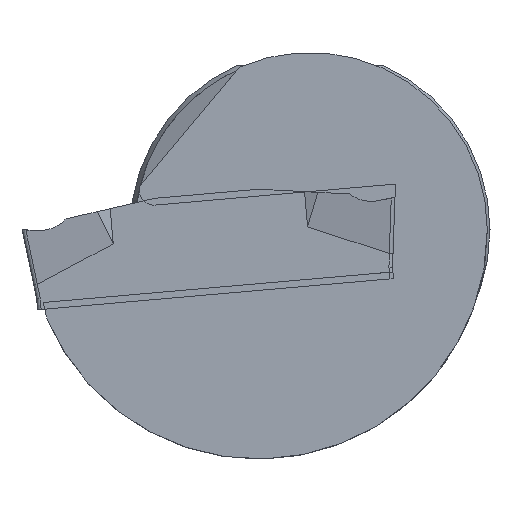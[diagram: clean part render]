
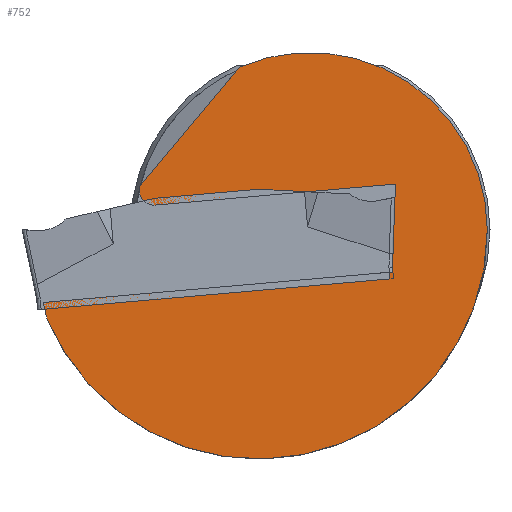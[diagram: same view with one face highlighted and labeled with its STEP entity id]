
A CAD part, left-side view. The second image highlights one B-rep face of the part: STEP entity #752.
In plain terms, the highlighted planar face has unit normal (-1, 0, 0).
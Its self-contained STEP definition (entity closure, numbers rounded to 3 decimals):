
#468=PLANE('',#1521);
#556=LINE('',#2048,#652);
#559=LINE('',#2054,#655);
#561=LINE('',#2058,#657);
#562=LINE('',#2062,#658);
#563=LINE('',#2064,#659);
#652=VECTOR('',#1668,1.);
#655=VECTOR('',#1673,1.);
#657=VECTOR('',#1677,1.);
#658=VECTOR('',#1680,1.);
#659=VECTOR('',#1681,1.);
#752=ADVANCED_FACE('',(#810),#468,.T.);
#810=FACE_OUTER_BOUND('',#870,.T.);
#870=EDGE_LOOP('',(#1012,#1013,#1014,#1015,#1016,#1017,#1018,#1019));
#922=CIRCLE('',#1514,12.731);
#923=CIRCLE('',#1516,9.85);
#924=CIRCLE('',#1520,0.8);
#1012=ORIENTED_EDGE('',*,*,#1371,.T.);
#1013=ORIENTED_EDGE('',*,*,#1369,.T.);
#1014=ORIENTED_EDGE('',*,*,#1362,.T.);
#1015=ORIENTED_EDGE('',*,*,#1365,.T.);
#1016=ORIENTED_EDGE('',*,*,#1366,.T.);
#1017=ORIENTED_EDGE('',*,*,#1372,.T.);
#1018=ORIENTED_EDGE('',*,*,#1373,.T.);
#1019=ORIENTED_EDGE('',*,*,#1374,.T.);
#1253=VERTEX_POINT('',#2039);
#1254=VERTEX_POINT('',#2041);
#1255=VERTEX_POINT('',#2045);
#1256=VERTEX_POINT('',#2049);
#1258=VERTEX_POINT('',#2055);
#1259=VERTEX_POINT('',#2059);
#1260=VERTEX_POINT('',#2061);
#1261=VERTEX_POINT('',#2063);
#1362=EDGE_CURVE('',#1254,#1253,#922,.T.);
#1365=EDGE_CURVE('',#1253,#1255,#923,.T.);
#1366=EDGE_CURVE('',#1255,#1256,#556,.T.);
#1369=EDGE_CURVE('',#1258,#1254,#559,.T.);
#1371=EDGE_CURVE('',#1259,#1258,#561,.T.);
#1372=EDGE_CURVE('',#1256,#1260,#924,.T.);
#1373=EDGE_CURVE('',#1260,#1261,#562,.T.);
#1374=EDGE_CURVE('',#1261,#1259,#563,.T.);
#1514=AXIS2_PLACEMENT_3D('',#2040,#1658,#1659);
#1516=AXIS2_PLACEMENT_3D('',#2046,#1664,#1665);
#1520=AXIS2_PLACEMENT_3D('',#2060,#1678,#1679);
#1521=AXIS2_PLACEMENT_3D('',#2065,#1682,#1683);
#1658=DIRECTION('',(-1.,0.,0.));
#1659=DIRECTION('',(0.,0.,1.));
#1664=DIRECTION('',(-1.,0.,0.));
#1665=DIRECTION('',(0.,0.,1.));
#1668=DIRECTION('',(0.,0.643,-0.766));
#1673=DIRECTION('',(0.,-0.208,-0.978));
#1677=DIRECTION('',(0.,0.996,-0.087));
#1678=DIRECTION('',(-1.,0.,0.));
#1679=DIRECTION('',(0.,0.,1.));
#1680=DIRECTION('',(0.,-0.996,0.087));
#1681=DIRECTION('',(0.,0.035,-0.999));
#1682=DIRECTION('',(-1.,0.,0.));
#1683=DIRECTION('',(0.,0.,1.));
#2039=CARTESIAN_POINT('',(0.4,-9.85,0.));
#2040=CARTESIAN_POINT('',(0.4,2.881,0.));
#2041=CARTESIAN_POINT('',(0.4,14.631,-4.899));
#2045=CARTESIAN_POINT('',(0.4,3.88,9.054));
#2046=CARTESIAN_POINT('',(0.4,0.,0.));
#2048=CARTESIAN_POINT('',(0.4,6.735,5.651));
#2049=CARTESIAN_POINT('',(0.4,9.429,2.44));
#2054=CARTESIAN_POINT('',(0.4,14.995,-3.187));
#2055=CARTESIAN_POINT('',(0.4,14.815,-4.037));
#2058=CARTESIAN_POINT('',(0.4,15.463,-4.094));
#2059=CARTESIAN_POINT('',(0.4,-4.576,-2.341));
#2060=CARTESIAN_POINT('',(0.4,8.676,2.172));
#2061=CARTESIAN_POINT('',(0.4,8.606,1.375));
#2062=CARTESIAN_POINT('',(0.4,1.051,2.036));
#2063=CARTESIAN_POINT('',(0.4,-4.746,2.543));
#2064=CARTESIAN_POINT('',(0.4,-4.683,0.741));
#2065=CARTESIAN_POINT('',(0.4,0.,0.));
